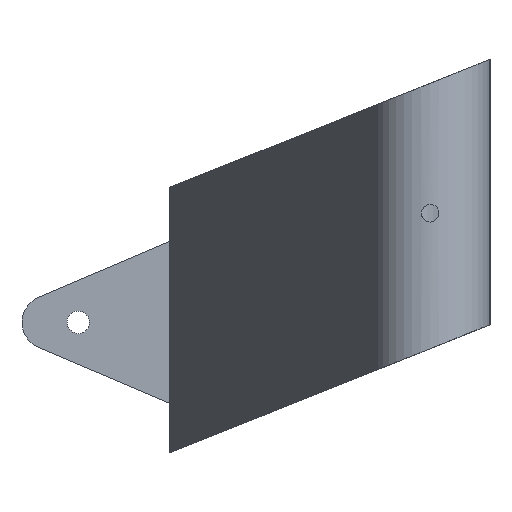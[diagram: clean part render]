
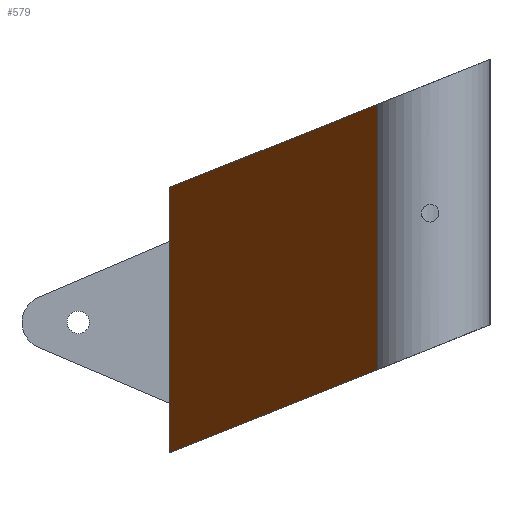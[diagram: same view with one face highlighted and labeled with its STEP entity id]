
A CAD part, left-side view. The second image highlights one B-rep face of the part: STEP entity #579.
In plain terms, the highlighted planar face has unit normal (-0.447, 0.894, 0).
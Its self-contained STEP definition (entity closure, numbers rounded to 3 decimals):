
#66 = VERTEX_POINT('',#67);
#67 = CARTESIAN_POINT('',(-34.061,-0.031,0.));
#73 = EDGE_CURVE('',#66,#74,#76,.T.);
#74 = VERTEX_POINT('',#75);
#75 = CARTESIAN_POINT('',(-93.032,-29.517,
    11.776));
#76 = LINE('',#77,#78);
#77 = CARTESIAN_POINT('',(-89.753,-27.878,
    11.121));
#78 = VECTOR('',#79,1.);
#79 = DIRECTION('',(-0.88,-0.44,0.176));
#535 = VERTEX_POINT('',#536);
#536 = CARTESIAN_POINT('',(-34.,0.,0.));
#544 = EDGE_CURVE('',#535,#66,#545,.T.);
#545 = LINE('',#546,#547);
#546 = CARTESIAN_POINT('',(-34.,0.,0.));
#547 = VECTOR('',#548,1.);
#548 = DIRECTION('',(-0.894,-0.447,0.));
#579 = ADVANCED_FACE('',(#580),#606,.T.);
#580 = FACE_BOUND('',#581,.F.);
#581 = EDGE_LOOP('',(#582,#583,#591,#599,#605));
#582 = ORIENTED_EDGE('',*,*,#544,.F.);
#583 = ORIENTED_EDGE('',*,*,#584,.T.);
#584 = EDGE_CURVE('',#535,#585,#587,.T.);
#585 = VERTEX_POINT('',#586);
#586 = CARTESIAN_POINT('',(-34.,0.,37.685));
#587 = LINE('',#588,#589);
#588 = CARTESIAN_POINT('',(-34.,0.,0.));
#589 = VECTOR('',#590,1.);
#590 = DIRECTION('',(0.,0.,1.));
#591 = ORIENTED_EDGE('',*,*,#592,.T.);
#592 = EDGE_CURVE('',#585,#593,#595,.T.);
#593 = VERTEX_POINT('',#594);
#594 = CARTESIAN_POINT('',(-93.032,-29.517,
    49.473));
#595 = LINE('',#596,#597);
#596 = CARTESIAN_POINT('',(-89.337,-27.67,
    48.735));
#597 = VECTOR('',#598,1.);
#598 = DIRECTION('',(-0.88,-0.44,0.176));
#599 = ORIENTED_EDGE('',*,*,#600,.F.);
#600 = EDGE_CURVE('',#74,#593,#601,.T.);
#601 = LINE('',#602,#603);
#602 = CARTESIAN_POINT('',(-93.032,-29.517,0.));
#603 = VECTOR('',#604,1.);
#604 = DIRECTION('',(0.,0.,1.));
#605 = ORIENTED_EDGE('',*,*,#73,.F.);
#606 = PLANE('',#607);
#607 = AXIS2_PLACEMENT_3D('',#608,#609,#610);
#608 = CARTESIAN_POINT('',(-34.,0.,0.));
#609 = DIRECTION('',(-0.447,0.894,0.));
#610 = DIRECTION('',(0.894,0.447,0.));
